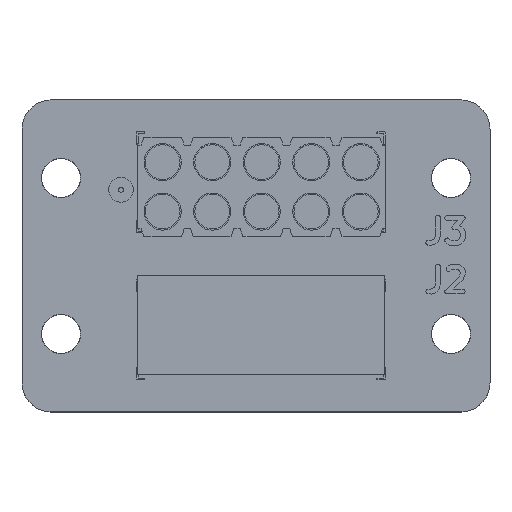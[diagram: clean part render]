
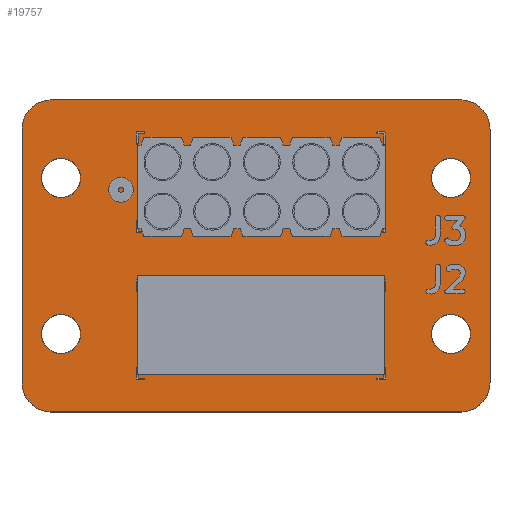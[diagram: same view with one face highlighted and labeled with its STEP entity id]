
A CAD part, top view. The second image highlights one B-rep face of the part: STEP entity #19757.
In plain terms, the highlighted planar face has unit normal (0, 0, 1).
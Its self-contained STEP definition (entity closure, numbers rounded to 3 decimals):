
#19757 = ADVANCED_FACE('',(#19758,#19892,#19919,#19946,#19973),#20000,
  .T.);
#19758 = FACE_BOUND('',#19759,.F.);
#19759 = EDGE_LOOP('',(#19760,#19771,#19779,#19787,#19795,#19804,#19812,
    #19820,#19828,#19837,#19845,#19853,#19861,#19870,#19878,#19886));
#19760 = ORIENTED_EDGE('',*,*,#19761,.T.);
#19761 = EDGE_CURVE('',#19762,#19764,#19766,.T.);
#19762 = VERTEX_POINT('',#19763);
#19763 = CARTESIAN_POINT('',(98.002,-126.382,1.56));
#19764 = VERTEX_POINT('',#19765);
#19765 = CARTESIAN_POINT('',(99.382,-125.002,1.56));
#19766 = CIRCLE('',#19767,1.502);
#19767 = AXIS2_PLACEMENT_3D('',#19768,#19769,#19770);
#19768 = CARTESIAN_POINT('',(99.5,-126.5,1.56));
#19769 = DIRECTION('',(0.,0.,-1.));
#19770 = DIRECTION('',(-0.997,0.078,0.));
#19771 = ORIENTED_EDGE('',*,*,#19772,.T.);
#19772 = EDGE_CURVE('',#19764,#19773,#19775,.T.);
#19773 = VERTEX_POINT('',#19774);
#19774 = CARTESIAN_POINT('',(99.5,-125.,1.56));
#19775 = LINE('',#19776,#19777);
#19776 = CARTESIAN_POINT('',(99.382,-125.002,1.56));
#19777 = VECTOR('',#19778,1.);
#19778 = DIRECTION('',(1.,0.02,0.));
#19779 = ORIENTED_EDGE('',*,*,#19780,.T.);
#19780 = EDGE_CURVE('',#19773,#19781,#19783,.T.);
#19781 = VERTEX_POINT('',#19782);
#19782 = CARTESIAN_POINT('',(120.5,-125.,1.56));
#19783 = LINE('',#19784,#19785);
#19784 = CARTESIAN_POINT('',(99.5,-125.,1.56));
#19785 = VECTOR('',#19786,1.);
#19786 = DIRECTION('',(1.,0.,0.));
#19787 = ORIENTED_EDGE('',*,*,#19788,.T.);
#19788 = EDGE_CURVE('',#19781,#19789,#19791,.T.);
#19789 = VERTEX_POINT('',#19790);
#19790 = CARTESIAN_POINT('',(120.618,-125.002,1.56));
#19791 = LINE('',#19792,#19793);
#19792 = CARTESIAN_POINT('',(120.5,-125.,1.56));
#19793 = VECTOR('',#19794,1.);
#19794 = DIRECTION('',(1.,-0.02,0.));
#19795 = ORIENTED_EDGE('',*,*,#19796,.T.);
#19796 = EDGE_CURVE('',#19789,#19797,#19799,.T.);
#19797 = VERTEX_POINT('',#19798);
#19798 = CARTESIAN_POINT('',(121.998,-126.382,1.56));
#19799 = CIRCLE('',#19800,1.502);
#19800 = AXIS2_PLACEMENT_3D('',#19801,#19802,#19803);
#19801 = CARTESIAN_POINT('',(120.5,-126.5,1.56));
#19802 = DIRECTION('',(0.,0.,-1.));
#19803 = DIRECTION('',(0.078,0.997,0.));
#19804 = ORIENTED_EDGE('',*,*,#19805,.T.);
#19805 = EDGE_CURVE('',#19797,#19806,#19808,.T.);
#19806 = VERTEX_POINT('',#19807);
#19807 = CARTESIAN_POINT('',(122.,-126.5,1.56));
#19808 = LINE('',#19809,#19810);
#19809 = CARTESIAN_POINT('',(121.998,-126.382,1.56));
#19810 = VECTOR('',#19811,1.);
#19811 = DIRECTION('',(0.02,-1.,0.));
#19812 = ORIENTED_EDGE('',*,*,#19813,.T.);
#19813 = EDGE_CURVE('',#19806,#19814,#19816,.T.);
#19814 = VERTEX_POINT('',#19815);
#19815 = CARTESIAN_POINT('',(122.,-139.5,1.56));
#19816 = LINE('',#19817,#19818);
#19817 = CARTESIAN_POINT('',(122.,-126.5,1.56));
#19818 = VECTOR('',#19819,1.);
#19819 = DIRECTION('',(0.,-1.,0.));
#19820 = ORIENTED_EDGE('',*,*,#19821,.T.);
#19821 = EDGE_CURVE('',#19814,#19822,#19824,.T.);
#19822 = VERTEX_POINT('',#19823);
#19823 = CARTESIAN_POINT('',(121.998,-139.618,1.56));
#19824 = LINE('',#19825,#19826);
#19825 = CARTESIAN_POINT('',(122.,-139.5,1.56));
#19826 = VECTOR('',#19827,1.);
#19827 = DIRECTION('',(-0.02,-1.,0.));
#19828 = ORIENTED_EDGE('',*,*,#19829,.T.);
#19829 = EDGE_CURVE('',#19822,#19830,#19832,.T.);
#19830 = VERTEX_POINT('',#19831);
#19831 = CARTESIAN_POINT('',(120.618,-140.998,1.56));
#19832 = CIRCLE('',#19833,1.502);
#19833 = AXIS2_PLACEMENT_3D('',#19834,#19835,#19836);
#19834 = CARTESIAN_POINT('',(120.5,-139.5,1.56));
#19835 = DIRECTION('',(0.,0.,-1.));
#19836 = DIRECTION('',(0.997,-0.078,0.));
#19837 = ORIENTED_EDGE('',*,*,#19838,.T.);
#19838 = EDGE_CURVE('',#19830,#19839,#19841,.T.);
#19839 = VERTEX_POINT('',#19840);
#19840 = CARTESIAN_POINT('',(120.5,-141.,1.56));
#19841 = LINE('',#19842,#19843);
#19842 = CARTESIAN_POINT('',(120.618,-140.998,1.56));
#19843 = VECTOR('',#19844,1.);
#19844 = DIRECTION('',(-1.,-0.02,0.));
#19845 = ORIENTED_EDGE('',*,*,#19846,.T.);
#19846 = EDGE_CURVE('',#19839,#19847,#19849,.T.);
#19847 = VERTEX_POINT('',#19848);
#19848 = CARTESIAN_POINT('',(99.5,-141.,1.56));
#19849 = LINE('',#19850,#19851);
#19850 = CARTESIAN_POINT('',(120.5,-141.,1.56));
#19851 = VECTOR('',#19852,1.);
#19852 = DIRECTION('',(-1.,0.,0.));
#19853 = ORIENTED_EDGE('',*,*,#19854,.T.);
#19854 = EDGE_CURVE('',#19847,#19855,#19857,.T.);
#19855 = VERTEX_POINT('',#19856);
#19856 = CARTESIAN_POINT('',(99.382,-140.998,1.56));
#19857 = LINE('',#19858,#19859);
#19858 = CARTESIAN_POINT('',(99.5,-141.,1.56));
#19859 = VECTOR('',#19860,1.);
#19860 = DIRECTION('',(-1.,0.02,0.));
#19861 = ORIENTED_EDGE('',*,*,#19862,.T.);
#19862 = EDGE_CURVE('',#19855,#19863,#19865,.T.);
#19863 = VERTEX_POINT('',#19864);
#19864 = CARTESIAN_POINT('',(98.002,-139.618,1.56));
#19865 = CIRCLE('',#19866,1.502);
#19866 = AXIS2_PLACEMENT_3D('',#19867,#19868,#19869);
#19867 = CARTESIAN_POINT('',(99.5,-139.5,1.56));
#19868 = DIRECTION('',(0.,0.,-1.));
#19869 = DIRECTION('',(-0.078,-0.997,-0.));
#19870 = ORIENTED_EDGE('',*,*,#19871,.T.);
#19871 = EDGE_CURVE('',#19863,#19872,#19874,.T.);
#19872 = VERTEX_POINT('',#19873);
#19873 = CARTESIAN_POINT('',(98.,-139.5,1.56));
#19874 = LINE('',#19875,#19876);
#19875 = CARTESIAN_POINT('',(98.002,-139.618,1.56));
#19876 = VECTOR('',#19877,1.);
#19877 = DIRECTION('',(-0.02,1.,0.));
#19878 = ORIENTED_EDGE('',*,*,#19879,.T.);
#19879 = EDGE_CURVE('',#19872,#19880,#19882,.T.);
#19880 = VERTEX_POINT('',#19881);
#19881 = CARTESIAN_POINT('',(98.,-126.5,1.56));
#19882 = LINE('',#19883,#19884);
#19883 = CARTESIAN_POINT('',(98.,-139.5,1.56));
#19884 = VECTOR('',#19885,1.);
#19885 = DIRECTION('',(0.,1.,0.));
#19886 = ORIENTED_EDGE('',*,*,#19887,.T.);
#19887 = EDGE_CURVE('',#19880,#19762,#19888,.T.);
#19888 = LINE('',#19889,#19890);
#19889 = CARTESIAN_POINT('',(98.,-126.5,1.56));
#19890 = VECTOR('',#19891,1.);
#19891 = DIRECTION('',(0.02,1.,0.));
#19892 = FACE_BOUND('',#19893,.F.);
#19893 = EDGE_LOOP('',(#19894,#19904,#19913));
#19894 = ORIENTED_EDGE('',*,*,#19895,.T.);
#19895 = EDGE_CURVE('',#19896,#19898,#19900,.T.);
#19896 = VERTEX_POINT('',#19897);
#19897 = CARTESIAN_POINT('',(101.,-137.,1.56));
#19898 = VERTEX_POINT('',#19899);
#19899 = CARTESIAN_POINT('',(100.997,-136.899,1.56));
#19900 = LINE('',#19901,#19902);
#19901 = CARTESIAN_POINT('',(101.,-137.,1.56));
#19902 = VECTOR('',#19903,1.);
#19903 = DIRECTION('',(-0.025,1.,0.));
#19904 = ORIENTED_EDGE('',*,*,#19905,.T.);
#19905 = EDGE_CURVE('',#19898,#19906,#19908,.T.);
#19906 = VERTEX_POINT('',#19907);
#19907 = CARTESIAN_POINT('',(100.997,-137.101,1.56));
#19908 = CIRCLE('',#19909,1.003);
#19909 = AXIS2_PLACEMENT_3D('',#19910,#19911,#19912);
#19910 = CARTESIAN_POINT('',(100.,-137.,1.56));
#19911 = DIRECTION('',(0.,0.,1.));
#19912 = DIRECTION('',(0.995,0.101,-0.));
#19913 = ORIENTED_EDGE('',*,*,#19914,.T.);
#19914 = EDGE_CURVE('',#19906,#19896,#19915,.T.);
#19915 = LINE('',#19916,#19917);
#19916 = CARTESIAN_POINT('',(100.997,-137.101,1.56));
#19917 = VECTOR('',#19918,1.);
#19918 = DIRECTION('',(0.025,1.,0.));
#19919 = FACE_BOUND('',#19920,.F.);
#19920 = EDGE_LOOP('',(#19921,#19931,#19940));
#19921 = ORIENTED_EDGE('',*,*,#19922,.T.);
#19922 = EDGE_CURVE('',#19923,#19925,#19927,.T.);
#19923 = VERTEX_POINT('',#19924);
#19924 = CARTESIAN_POINT('',(121.,-137.,1.56));
#19925 = VERTEX_POINT('',#19926);
#19926 = CARTESIAN_POINT('',(120.997,-136.899,1.56));
#19927 = LINE('',#19928,#19929);
#19928 = CARTESIAN_POINT('',(121.,-137.,1.56));
#19929 = VECTOR('',#19930,1.);
#19930 = DIRECTION('',(-0.025,1.,0.));
#19931 = ORIENTED_EDGE('',*,*,#19932,.T.);
#19932 = EDGE_CURVE('',#19925,#19933,#19935,.T.);
#19933 = VERTEX_POINT('',#19934);
#19934 = CARTESIAN_POINT('',(120.997,-137.101,1.56));
#19935 = CIRCLE('',#19936,1.003);
#19936 = AXIS2_PLACEMENT_3D('',#19937,#19938,#19939);
#19937 = CARTESIAN_POINT('',(120.,-137.,1.56));
#19938 = DIRECTION('',(0.,0.,1.));
#19939 = DIRECTION('',(0.995,0.101,-0.));
#19940 = ORIENTED_EDGE('',*,*,#19941,.T.);
#19941 = EDGE_CURVE('',#19933,#19923,#19942,.T.);
#19942 = LINE('',#19943,#19944);
#19943 = CARTESIAN_POINT('',(120.997,-137.101,1.56));
#19944 = VECTOR('',#19945,1.);
#19945 = DIRECTION('',(0.025,1.,0.));
#19946 = FACE_BOUND('',#19947,.F.);
#19947 = EDGE_LOOP('',(#19948,#19958,#19967));
#19948 = ORIENTED_EDGE('',*,*,#19949,.T.);
#19949 = EDGE_CURVE('',#19950,#19952,#19954,.T.);
#19950 = VERTEX_POINT('',#19951);
#19951 = CARTESIAN_POINT('',(101.,-129.,1.56));
#19952 = VERTEX_POINT('',#19953);
#19953 = CARTESIAN_POINT('',(100.997,-128.899,1.56));
#19954 = LINE('',#19955,#19956);
#19955 = CARTESIAN_POINT('',(101.,-129.,1.56));
#19956 = VECTOR('',#19957,1.);
#19957 = DIRECTION('',(-0.025,1.,0.));
#19958 = ORIENTED_EDGE('',*,*,#19959,.T.);
#19959 = EDGE_CURVE('',#19952,#19960,#19962,.T.);
#19960 = VERTEX_POINT('',#19961);
#19961 = CARTESIAN_POINT('',(100.997,-129.101,1.56));
#19962 = CIRCLE('',#19963,1.003);
#19963 = AXIS2_PLACEMENT_3D('',#19964,#19965,#19966);
#19964 = CARTESIAN_POINT('',(100.,-129.,1.56));
#19965 = DIRECTION('',(0.,0.,1.));
#19966 = DIRECTION('',(0.995,0.101,-0.));
#19967 = ORIENTED_EDGE('',*,*,#19968,.T.);
#19968 = EDGE_CURVE('',#19960,#19950,#19969,.T.);
#19969 = LINE('',#19970,#19971);
#19970 = CARTESIAN_POINT('',(100.997,-129.101,1.56));
#19971 = VECTOR('',#19972,1.);
#19972 = DIRECTION('',(0.025,1.,0.));
#19973 = FACE_BOUND('',#19974,.F.);
#19974 = EDGE_LOOP('',(#19975,#19985,#19994));
#19975 = ORIENTED_EDGE('',*,*,#19976,.T.);
#19976 = EDGE_CURVE('',#19977,#19979,#19981,.T.);
#19977 = VERTEX_POINT('',#19978);
#19978 = CARTESIAN_POINT('',(121.,-129.,1.56));
#19979 = VERTEX_POINT('',#19980);
#19980 = CARTESIAN_POINT('',(120.997,-128.899,1.56));
#19981 = LINE('',#19982,#19983);
#19982 = CARTESIAN_POINT('',(121.,-129.,1.56));
#19983 = VECTOR('',#19984,1.);
#19984 = DIRECTION('',(-0.025,1.,0.));
#19985 = ORIENTED_EDGE('',*,*,#19986,.T.);
#19986 = EDGE_CURVE('',#19979,#19987,#19989,.T.);
#19987 = VERTEX_POINT('',#19988);
#19988 = CARTESIAN_POINT('',(120.997,-129.101,1.56));
#19989 = CIRCLE('',#19990,1.003);
#19990 = AXIS2_PLACEMENT_3D('',#19991,#19992,#19993);
#19991 = CARTESIAN_POINT('',(120.,-129.,1.56));
#19992 = DIRECTION('',(0.,0.,1.));
#19993 = DIRECTION('',(0.995,0.101,-0.));
#19994 = ORIENTED_EDGE('',*,*,#19995,.T.);
#19995 = EDGE_CURVE('',#19987,#19977,#19996,.T.);
#19996 = LINE('',#19997,#19998);
#19997 = CARTESIAN_POINT('',(120.997,-129.101,1.56));
#19998 = VECTOR('',#19999,1.);
#19999 = DIRECTION('',(0.025,1.,0.));
#20000 = PLANE('',#20001);
#20001 = AXIS2_PLACEMENT_3D('',#20002,#20003,#20004);
#20002 = CARTESIAN_POINT('',(0.,0.,1.56));
#20003 = DIRECTION('',(0.,0.,1.));
#20004 = DIRECTION('',(1.,0.,-0.));
